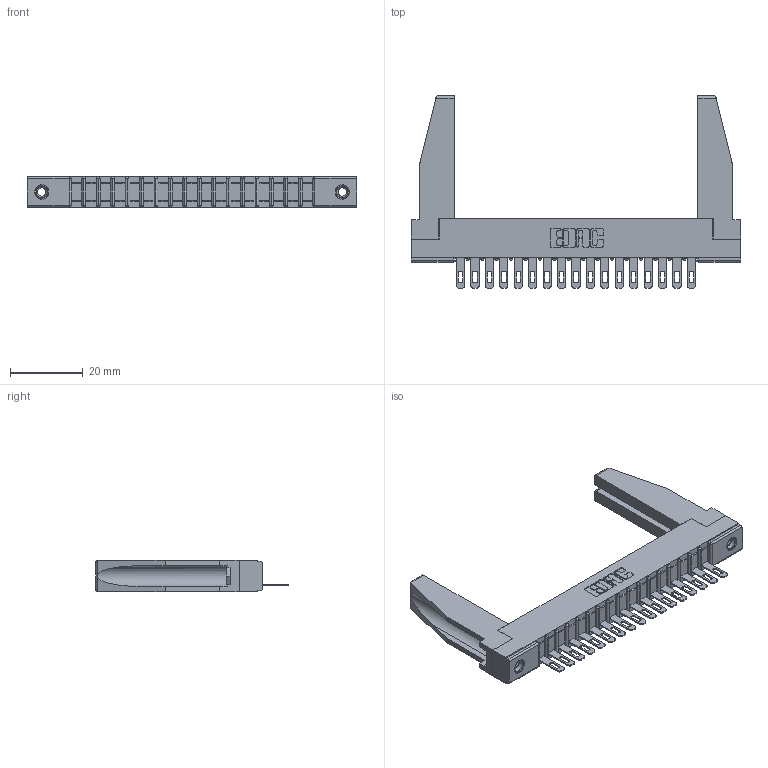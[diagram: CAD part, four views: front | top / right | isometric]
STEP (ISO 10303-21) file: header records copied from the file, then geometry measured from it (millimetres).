
FILE_DESCRIPTION (( 'STEP AP203' ), '1' );
FILE_NAME ('357-017-505-178.STEP', '2019-09-13T21:39:46', ( '' ), ( '' ), 'SwSTEP 2.0', 'SolidWorks 2016', '' );
FILE_SCHEMA (( 'CONFIG_CONTROL_DESIGN' ));
Length unit declared in the file: inch
Products named in the file (5): 307-220-078; 357-017-505-178; 345-250-001_345-250-001-102; 307 Part_.156 Dia Mounting Holes; 307-290-001_505
Assembly tree (22 placements, depth 2):
  357-017-505-178
    307 Part_.156 Dia Mounting Holes
    307-290-001_505  x17
    307-220-078  x2
    345-250-001_345-250-001-102  x2
Bounding box: 90.37 x 52.88 x 8.71 mm (x, y, z)
Volume: 9734.6 mm3; surface area: 12679.3 mm2
Topology: 22 solids, 22 shells, 1218 faces, 3407 edges, 2190 vertices
Faces by surface type: plane 766, cylinder 400, sphere 36, cone 12, torus 4
Entity records: 20069 total; most frequent: CARTESIAN_POINT 3370, ORIENTED_EDGE 3312, DIRECTION 3250, EDGE_CURVE 1656, VECTOR 1262, LINE 1262, VERTEX_POINT 1072, AXIS2_PLACEMENT_3D 994
